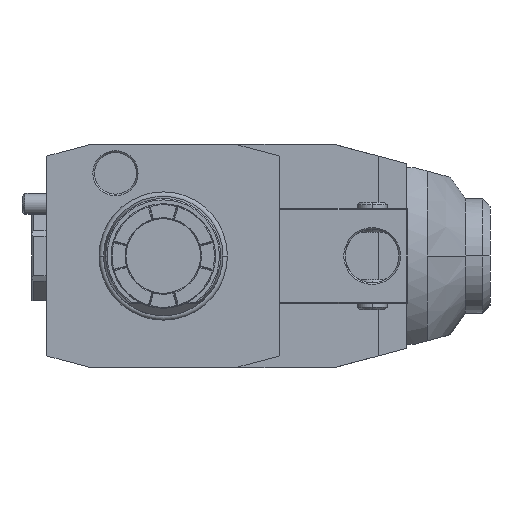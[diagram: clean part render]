
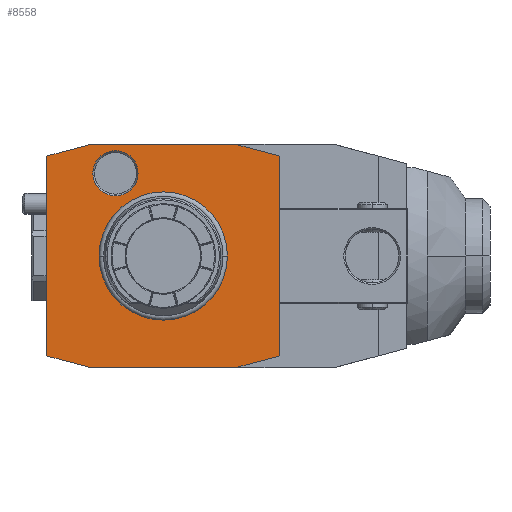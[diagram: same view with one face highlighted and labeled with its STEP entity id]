
A CAD part, front view. The second image highlights one B-rep face of the part: STEP entity #8558.
In plain terms, the highlighted planar face has unit normal (0, -1, 0).
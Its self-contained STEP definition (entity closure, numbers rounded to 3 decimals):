
#1=DIRECTION('',(-1.,0.,0.));
#2=VECTOR('',#1,48.);
#3=CARTESIAN_POINT('',(24.,0.,37.5));
#4=LINE('',#3,#2);
#5=DIRECTION('',(-0.966,0.,0.259));
#6=VECTOR('',#5,15.529);
#7=CARTESIAN_POINT('',(39.,0.,33.481));
#8=LINE('',#7,#6);
#9=DIRECTION('',(0.,0.,1.));
#10=VECTOR('',#9,66.962);
#11=CARTESIAN_POINT('',(39.,0.,-33.481));
#12=LINE('',#11,#10);
#13=DIRECTION('',(0.966,0.,0.259));
#14=VECTOR('',#13,15.529);
#15=CARTESIAN_POINT('',(24.,0.,-37.5));
#16=LINE('',#15,#14);
#17=DIRECTION('',(1.,0.,0.));
#18=VECTOR('',#17,48.);
#19=CARTESIAN_POINT('',(-24.,0.,-37.5));
#20=LINE('',#19,#18);
#21=DIRECTION('',(0.966,0.,-0.259));
#22=VECTOR('',#21,15.529);
#23=CARTESIAN_POINT('',(-39.,0.,-33.481));
#24=LINE('',#23,#22);
#25=DIRECTION('',(0.,0.,-1.));
#26=VECTOR('',#25,66.962);
#27=CARTESIAN_POINT('',(-39.,0.,33.481));
#28=LINE('',#27,#26);
#29=DIRECTION('',(-0.966,0.,-0.259));
#30=VECTOR('',#29,15.529);
#31=CARTESIAN_POINT('',(-24.,0.,37.5));
#32=LINE('',#31,#30);
#33=CARTESIAN_POINT('',(-16.,0.,27.713));
#34=DIRECTION('',(0.,1.,0.));
#35=DIRECTION('',(1.,0.,0.));
#36=AXIS2_PLACEMENT_3D('',#33,#34,#35);
#38=CARTESIAN_POINT('',(-16.,0.,27.713));
#39=DIRECTION('',(0.,1.,0.));
#40=DIRECTION('',(-1.,0.,0.));
#41=AXIS2_PLACEMENT_3D('',#38,#39,#40);
#5295=CARTESIAN_POINT('',(0.,0.,0.));
#5296=DIRECTION('',(0.,-1.,0.));
#5297=DIRECTION('',(1.,0.,0.));
#5298=AXIS2_PLACEMENT_3D('',#5295,#5296,#5297);
#5300=CARTESIAN_POINT('',(0.,0.,0.));
#5301=DIRECTION('',(0.,-1.,0.));
#5302=DIRECTION('',(-1.,0.,0.));
#5303=AXIS2_PLACEMENT_3D('',#5300,#5301,#5302);
#7594=CARTESIAN_POINT('',(-8.423,0.,27.713));
#7595=CARTESIAN_POINT('',(-23.577,0.,27.713));
#7596=VERTEX_POINT('',#7594);
#7597=VERTEX_POINT('',#7595);
#8313=CARTESIAN_POINT('',(24.,0.,37.5));
#8314=CARTESIAN_POINT('',(-24.,0.,37.5));
#8315=VERTEX_POINT('',#8313);
#8316=VERTEX_POINT('',#8314);
#8317=CARTESIAN_POINT('',(-39.,0.,33.481));
#8318=VERTEX_POINT('',#8317);
#8319=CARTESIAN_POINT('',(-39.,0.,-33.481));
#8320=VERTEX_POINT('',#8319);
#8321=CARTESIAN_POINT('',(-24.,0.,-37.5));
#8322=VERTEX_POINT('',#8321);
#8323=CARTESIAN_POINT('',(24.,0.,-37.5));
#8324=VERTEX_POINT('',#8323);
#8325=CARTESIAN_POINT('',(39.,0.,-33.481));
#8326=VERTEX_POINT('',#8325);
#8327=CARTESIAN_POINT('',(39.,0.,33.481));
#8328=VERTEX_POINT('',#8327);
#8393=CARTESIAN_POINT('',(21.137,0.,0.));
#8394=CARTESIAN_POINT('',(-21.137,0.,0.));
#8395=VERTEX_POINT('',#8393);
#8396=VERTEX_POINT('',#8394);
#8523=CARTESIAN_POINT('',(0.,0.,0.));
#8524=DIRECTION('',(0.,-1.,0.));
#8525=DIRECTION('',(-1.,0.,0.));
#8526=AXIS2_PLACEMENT_3D('',#8523,#8524,#8525);
#8527=PLANE('',#8526);
#8529=ORIENTED_EDGE('',*,*,#8528,.F.);
#8531=ORIENTED_EDGE('',*,*,#8530,.F.);
#8533=ORIENTED_EDGE('',*,*,#8532,.F.);
#8535=ORIENTED_EDGE('',*,*,#8534,.F.);
#8537=ORIENTED_EDGE('',*,*,#8536,.F.);
#8539=ORIENTED_EDGE('',*,*,#8538,.F.);
#8541=ORIENTED_EDGE('',*,*,#8540,.F.);
#8543=ORIENTED_EDGE('',*,*,#8542,.F.);
#8544=EDGE_LOOP('',(#8529,#8531,#8533,#8535,#8537,#8539,#8541,#8543));
#8545=FACE_OUTER_BOUND('',#8544,.F.);
#8547=ORIENTED_EDGE('',*,*,#8546,.T.);
#8549=ORIENTED_EDGE('',*,*,#8548,.T.);
#8550=EDGE_LOOP('',(#8547,#8549));
#8551=FACE_BOUND('',#8550,.F.);
#8553=ORIENTED_EDGE('',*,*,#8552,.F.);
#8555=ORIENTED_EDGE('',*,*,#8554,.F.);
#8556=EDGE_LOOP('',(#8553,#8555));
#8557=FACE_BOUND('',#8556,.F.);
#37=CIRCLE('',#36,7.577);
#42=CIRCLE('',#41,7.577);
#5299=CIRCLE('',#5298,21.137);
#5304=CIRCLE('',#5303,21.137);
#8528=EDGE_CURVE('',#8315,#8316,#4,.T.);
#8530=EDGE_CURVE('',#8328,#8315,#8,.T.);
#8532=EDGE_CURVE('',#8326,#8328,#12,.T.);
#8534=EDGE_CURVE('',#8324,#8326,#16,.T.);
#8536=EDGE_CURVE('',#8322,#8324,#20,.T.);
#8538=EDGE_CURVE('',#8320,#8322,#24,.T.);
#8540=EDGE_CURVE('',#8318,#8320,#28,.T.);
#8542=EDGE_CURVE('',#8316,#8318,#32,.T.);
#8546=EDGE_CURVE('',#8395,#8396,#5299,.T.);
#8548=EDGE_CURVE('',#8396,#8395,#5304,.T.);
#8552=EDGE_CURVE('',#7596,#7597,#37,.T.);
#8554=EDGE_CURVE('',#7597,#7596,#42,.T.);
#8558=ADVANCED_FACE('',(#8545,#8551,#8557),#8527,.T.);
